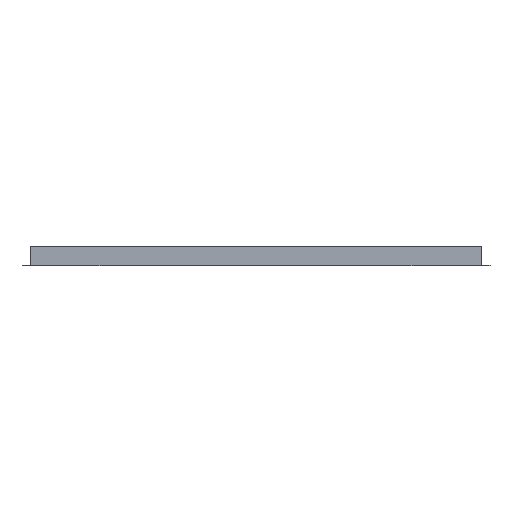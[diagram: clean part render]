
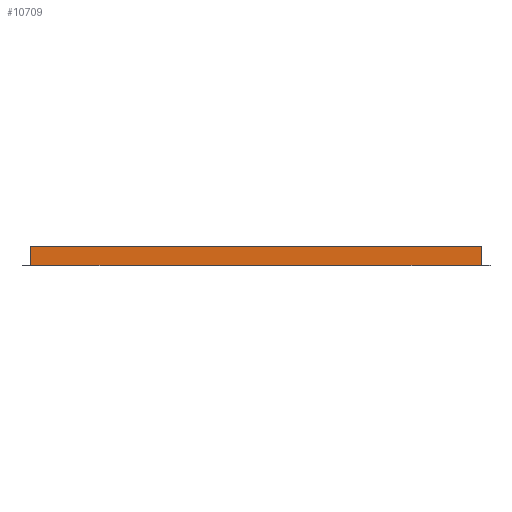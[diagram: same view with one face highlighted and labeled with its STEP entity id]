
A CAD part, front view. The second image highlights one B-rep face of the part: STEP entity #10709.
In plain terms, the highlighted planar face has unit normal (0, -1, 0).
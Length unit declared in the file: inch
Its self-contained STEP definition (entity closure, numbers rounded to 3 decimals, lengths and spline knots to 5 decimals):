
#98 = ORIENTED_EDGE ( 'NONE', *, *, #9641, .F. ) ;
#133 = CARTESIAN_POINT ( 'NONE',  ( -0.5, -44.5, 1.225 ) ) ;
#552 = VECTOR ( 'NONE', #5058, 39.37008 ) ;
#595 = CARTESIAN_POINT ( 'NONE',  ( -28.5625, -44.5, 1.225 ) ) ;
#1181 = VERTEX_POINT ( 'NONE', #14677 ) ;
#1274 = DIRECTION ( 'NONE',  ( 0., 0., -1. ) ) ;
#2558 = ORIENTED_EDGE ( 'NONE', *, *, #11793, .T. ) ;
#2995 = LINE ( 'NONE', #10783, #3723 ) ;
#3723 = VECTOR ( 'NONE', #10688, 39.37008 ) ;
#4726 = ORIENTED_EDGE ( 'NONE', *, *, #12690, .F. ) ;
#5058 = DIRECTION ( 'NONE',  ( 1., 0., 0. ) ) ;
#5367 = CARTESIAN_POINT ( 'NONE',  ( -14.53125, -44.5, 1.225 ) ) ;
#6536 = CARTESIAN_POINT ( 'NONE',  ( -28.5625, -44.5, 1.225 ) ) ;
#7467 = CARTESIAN_POINT ( 'NONE',  ( -0.5, -44.5, 0.05 ) ) ;
#9236 = AXIS2_PLACEMENT_3D ( 'NONE', #6536, #12376, #12336 ) ;
#9339 = VECTOR ( 'NONE', #1274, 39.37008 ) ;
#9641 = EDGE_CURVE ( 'NONE', #13783, #12842, #12890, .T. ) ;
#10158 = ORIENTED_EDGE ( 'NONE', *, *, #12915, .T. ) ;
#10238 = CARTESIAN_POINT ( 'NONE',  ( -0.5, -44.5, 0.6375 ) ) ;
#10588 = VERTEX_POINT ( 'NONE', #7467 ) ;
#10688 = DIRECTION ( 'NONE',  ( 1., 0., 0. ) ) ;
#10709 = ADVANCED_FACE ( 'NONE', ( #13483 ), #13549, .T. ) ;
#10783 = CARTESIAN_POINT ( 'NONE',  ( -14.53125, -44.5, 0.05 ) ) ;
#10973 = LINE ( 'NONE', #10238, #9339 ) ;
#11496 = EDGE_LOOP ( 'NONE', ( #10158, #2558, #4726, #98 ) ) ;
#11793 = EDGE_CURVE ( 'NONE', #1181, #10588, #2995, .T. ) ;
#12336 = DIRECTION ( 'NONE',  ( 0., 0., -1. ) ) ;
#12376 = DIRECTION ( 'NONE',  ( 0., -1., 0. ) ) ;
#12690 = EDGE_CURVE ( 'NONE', #12842, #10588, #10973, .T. ) ;
#12842 = VERTEX_POINT ( 'NONE', #133 ) ;
#12890 = LINE ( 'NONE', #5367, #552 ) ;
#12915 = EDGE_CURVE ( 'NONE', #13783, #1181, #13473, .T. ) ;
#13473 = LINE ( 'NONE', #13552, #13607 ) ;
#13483 = FACE_OUTER_BOUND ( 'NONE', #11496, .T. ) ;
#13549 = PLANE ( 'NONE',  #9236 ) ;
#13552 = CARTESIAN_POINT ( 'NONE',  ( -28.5625, -44.5, 0.6375 ) ) ;
#13607 = VECTOR ( 'NONE', #13673, 39.37008 ) ;
#13673 = DIRECTION ( 'NONE',  ( 0., 0., -1. ) ) ;
#13783 = VERTEX_POINT ( 'NONE', #595 ) ;
#14677 = CARTESIAN_POINT ( 'NONE',  ( -28.5625, -44.5, 0.05 ) ) ;
